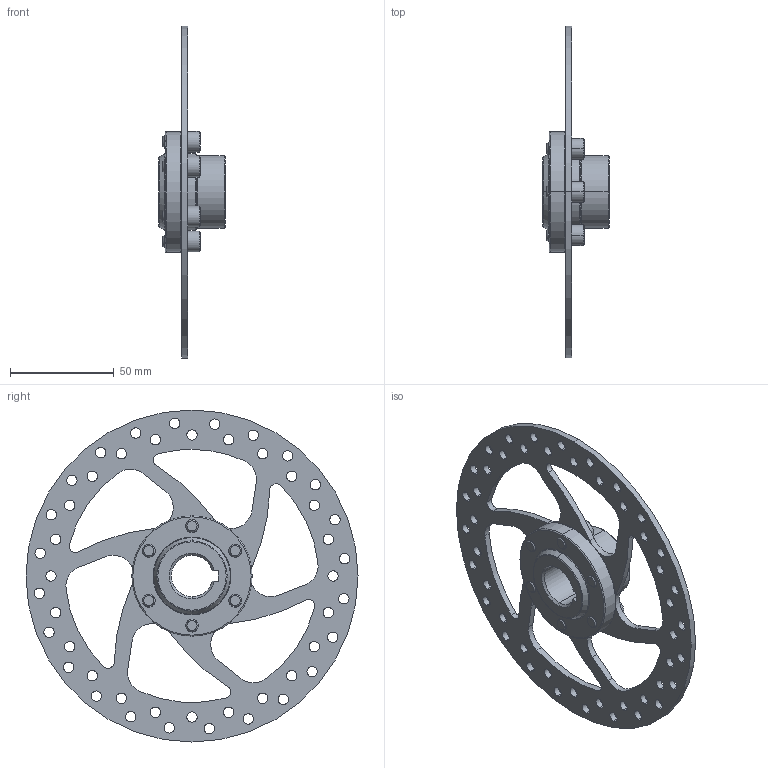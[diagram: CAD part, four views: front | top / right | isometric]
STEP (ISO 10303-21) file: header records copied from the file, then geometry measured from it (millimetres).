
FILE_DESCRIPTION (( 'STEP AP214' ), '1' );
FILE_NAME ('brake assembly.STEP', '2024-02-19T06:14:16', ( '' ), ( '' ), 'SwSTEP 2.0', 'SolidWorks 2017', '' );
FILE_SCHEMA (( 'AUTOMOTIVE_DESIGN' ));
Length unit declared in the file: inch
Products named in the file (12): brake hub; socket head cap screw_am_B18.3.1M - 6 x 1.0 x 12 Hex SHCS -- 12NHX; socket head cap screw_am; brake disc 160mm_Bolt; brake disc 160mm; brake assembly
Assembly tree (8 placements, depth 2):
  brake hub
  socket head cap screw_am
  socket head cap screw_am
  socket head cap screw_am
  socket head cap screw_am
Bounding box: 32 x 160 x 160 mm (x, y, z)
Volume: 70889.1 mm3; surface area: 43763 mm2
Topology: 8 solids, 8 shells, 394 faces, 980 edges, 604 vertices
Faces by surface type: cylinder 193, plane 105, cone 68, torus 28
Entity records: 8952 total; most frequent: DIRECTION 1650, CARTESIAN_POINT 1410, ORIENTED_EDGE 1376, AXIS2_PLACEMENT_3D 695, EDGE_CURVE 688, VERTEX_POINT 439, CIRCLE 424, EDGE_LOOP 399
